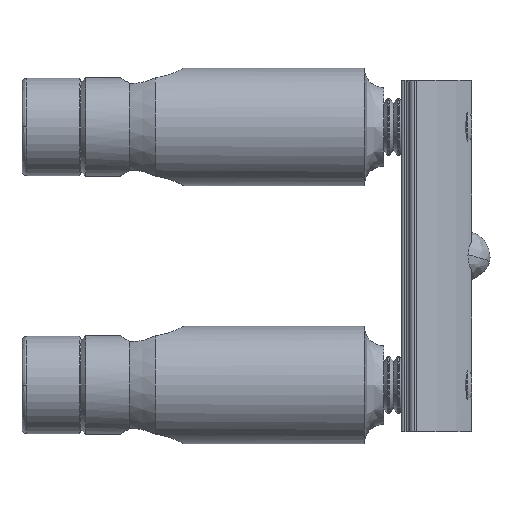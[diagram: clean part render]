
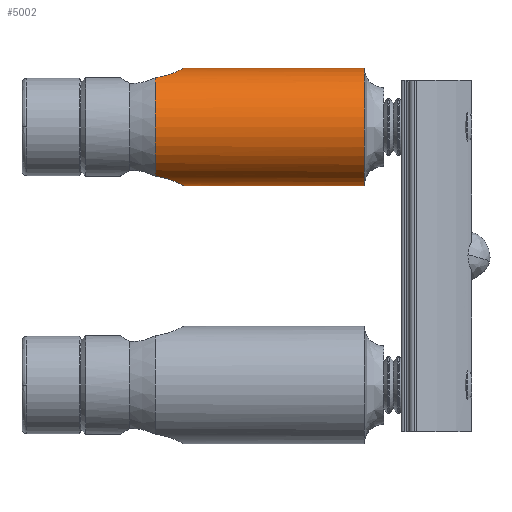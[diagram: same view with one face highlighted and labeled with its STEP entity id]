
A CAD part, left-side view. The second image highlights one B-rep face of the part: STEP entity #5002.
In plain terms, the highlighted cylindrical face has radius 6 mm (diameter 12 mm), a partial arc.
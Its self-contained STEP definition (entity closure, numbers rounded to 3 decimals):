
#180 = CARTESIAN_POINT ( 'NONE',  ( -2.319, 23.265, 36.736 ) ) ;
#374 = CARTESIAN_POINT ( 'NONE',  ( -3.23, 25.19, 26.144 ) ) ;
#655 = AXIS2_PLACEMENT_3D ( 'NONE', #20553, #14327, #12985 ) ;
#885 = CIRCLE ( 'NONE', #11777, 6. ) ;
#1732 = ORIENTED_EDGE ( 'NONE', *, *, #7972, .T. ) ;
#1879 = VECTOR ( 'NONE', #4690, 1000. ) ;
#1898 = CARTESIAN_POINT ( 'NONE',  ( -2.689, 23.715, 36.565 ) ) ;
#1936 = VECTOR ( 'NONE', #15962, 1000. ) ;
#2337 = ORIENTED_EDGE ( 'NONE', *, *, #9989, .T. ) ;
#3024 = VERTEX_POINT ( 'NONE', #20794 ) ;
#3051 = CARTESIAN_POINT ( 'NONE',  ( 0., 3.8, 25.2 ) ) ;
#3310 = CARTESIAN_POINT ( 'NONE',  ( 0., 22.3, 37.2 ) ) ;
#3587 = CARTESIAN_POINT ( 'NONE',  ( -2.974, 24.225, 36.412 ) ) ;
#4391 = CARTESIAN_POINT ( 'NONE',  ( 0., 25.19, 31.2 ) ) ;
#4669 = EDGE_CURVE ( 'NONE', #8986, #16522, #15694, .T. ) ;
#4690 = DIRECTION ( 'NONE',  ( 0., -1., 0. ) ) ;
#4943 = CARTESIAN_POINT ( 'NONE',  ( 0., 1.8, 25.2 ) ) ;
#5002 = ADVANCED_FACE ( 'NONE', ( #19976 ), #13363, .T. ) ;
#5035 = EDGE_CURVE ( 'NONE', #10926, #3024, #14816, .T. ) ;
#5143 = DIRECTION ( 'NONE',  ( 0., 0., -1. ) ) ;
#5189 = CARTESIAN_POINT ( 'NONE',  ( -0.404, 22.319, 37.19 ) ) ;
#5264 = CARTESIAN_POINT ( 'NONE',  ( -3.166, 24.789, 36.297 ) ) ;
#6064 = DIRECTION ( 'NONE',  ( 0., 0., -1. ) ) ;
#6369 = LINE ( 'NONE', #14295, #1936 ) ;
#6732 = ORIENTED_EDGE ( 'NONE', *, *, #18313, .T. ) ;
#6870 = CARTESIAN_POINT ( 'NONE',  ( -0.993, 22.449, 37.12 ) ) ;
#6933 = CARTESIAN_POINT ( 'NONE',  ( -3.23, 25.19, 36.256 ) ) ;
#7388 = CARTESIAN_POINT ( 'NONE',  ( 0., 1.8, 31.2 ) ) ;
#7429 = CARTESIAN_POINT ( 'NONE',  ( -0.409, 22.32, 25.211 ) ) ;
#7439 = CARTESIAN_POINT ( 'NONE',  ( -3.23, 25.19, 36.256 ) ) ;
#7509 = CARTESIAN_POINT ( 'NONE',  ( -0.204, 22.3, 25.2 ) ) ;
#7664 = CARTESIAN_POINT ( 'NONE',  ( 0., 22.3, 25.2 ) ) ;
#7972 = EDGE_CURVE ( 'NONE', #3024, #8986, #10281, .T. ) ;
#8554 = CARTESIAN_POINT ( 'NONE',  ( -1.539, 22.681, 37.002 ) ) ;
#8986 = VERTEX_POINT ( 'NONE', #3051 ) ;
#9056 = CARTESIAN_POINT ( 'NONE',  ( -0.804, 22.395, 25.251 ) ) ;
#9202 = CARTESIAN_POINT ( 'NONE',  ( -0.995, 22.45, 25.28 ) ) ;
#9989 = EDGE_CURVE ( 'NONE', #15288, #10926, #885, .T. ) ;
#10262 = CARTESIAN_POINT ( 'NONE',  ( -2.031, 23.005, 36.848 ) ) ;
#10281 = LINE ( 'NONE', #4943, #1879 ) ;
#10612 = CARTESIAN_POINT ( 'NONE',  ( -1.363, 22.593, 25.354 ) ) ;
#10685 = CARTESIAN_POINT ( 'NONE',  ( -1.542, 22.683, 25.399 ) ) ;
#10761 = CARTESIAN_POINT ( 'NONE',  ( -1.876, 22.889, 25.498 ) ) ;
#10832 = CARTESIAN_POINT ( 'NONE',  ( -2.031, 23.005, 25.552 ) ) ;
#10926 = VERTEX_POINT ( 'NONE', #374 ) ;
#11651 = DIRECTION ( 'NONE',  ( 0., -1., 0. ) ) ;
#11777 = AXIS2_PLACEMENT_3D ( 'NONE', #4391, #16180, #6064 ) ;
#11910 = CARTESIAN_POINT ( 'NONE',  ( -0.204, 22.3, 37.2 ) ) ;
#11995 = CARTESIAN_POINT ( 'NONE',  ( -2.45, 23.406, 36.678 ) ) ;
#12317 = ORIENTED_EDGE ( 'NONE', *, *, #4669, .T. ) ;
#12503 = CARTESIAN_POINT ( 'NONE',  ( -2.452, 23.408, 25.722 ) ) ;
#12573 = B_SPLINE_CURVE_WITH_KNOTS ( 'NONE', 3,
 ( #13567, #11910, #5189, #17022, #6870, #18726, #8554, #20429, #10262, #180, #11995, #1898, #13720, #3587, #15392, #5264, #17100, #6933 ),
 .UNSPECIFIED., .F., .F.,
 ( 4, 2, 2, 2, 2, 2, 2, 2, 4 ),
 ( 0.005, 0.005, 0.006, 0.007, 0.007, 0.008, 0.008, 0.009, 0.01 ),
 .UNSPECIFIED. ) ;
#12578 = CARTESIAN_POINT ( 'NONE',  ( -2.69, 23.716, 25.835 ) ) ;
#12735 = CARTESIAN_POINT ( 'NONE',  ( -2.794, 23.879, 25.889 ) ) ;
#12985 = DIRECTION ( 'NONE',  ( 0., 0., -1. ) ) ;
#13300 = VERTEX_POINT ( 'NONE', #3310 ) ;
#13363 = CYLINDRICAL_SURFACE ( 'NONE', #14555, 6. ) ;
#13567 = CARTESIAN_POINT ( 'NONE',  ( 0., 22.3, 37.2 ) ) ;
#13720 = CARTESIAN_POINT ( 'NONE',  ( -2.795, 23.879, 36.51 ) ) ;
#13821 = EDGE_CURVE ( 'NONE', #13300, #16522, #6369, .T. ) ;
#14143 = CARTESIAN_POINT ( 'NONE',  ( -2.975, 24.228, 25.989 ) ) ;
#14294 = CARTESIAN_POINT ( 'NONE',  ( -3.051, 24.413, 26.033 ) ) ;
#14295 = CARTESIAN_POINT ( 'NONE',  ( 0., 1.8, 37.2 ) ) ;
#14327 = DIRECTION ( 'NONE',  ( 0., 1., 0. ) ) ;
#14369 = CARTESIAN_POINT ( 'NONE',  ( -3.167, 24.792, 26.103 ) ) ;
#14555 = AXIS2_PLACEMENT_3D ( 'NONE', #7388, #11651, #5143 ) ;
#14816 = B_SPLINE_CURVE_WITH_KNOTS ( 'NONE', 3,
 ( #17737, #19381, #14369, #14294, #14143, #12735, #12578, #12503, #17450, #10832, #10761, #10685, #10612, #9202, #9056, #7429, #7509, #7664 ),
 .UNSPECIFIED., .F., .F.,
 ( 4, 2, 2, 2, 2, 2, 2, 2, 4 ),
 ( -0.005, -0.004, -0.004, -0.003, -0.002, -0.002, -0.001, -0.001, 0. ),
 .UNSPECIFIED. ) ;
#15288 = VERTEX_POINT ( 'NONE', #7439 ) ;
#15392 = CARTESIAN_POINT ( 'NONE',  ( -3.049, 24.406, 36.368 ) ) ;
#15694 = CIRCLE ( 'NONE', #655, 6. ) ;
#15962 = DIRECTION ( 'NONE',  ( 0., -1., 0. ) ) ;
#16180 = DIRECTION ( 'NONE',  ( 0., -1., 0. ) ) ;
#16522 = VERTEX_POINT ( 'NONE', #21849 ) ;
#17022 = CARTESIAN_POINT ( 'NONE',  ( -0.798, 22.393, 37.15 ) ) ;
#17100 = CARTESIAN_POINT ( 'NONE',  ( -3.207, 24.987, 36.271 ) ) ;
#17450 = CARTESIAN_POINT ( 'NONE',  ( -2.319, 23.264, 25.664 ) ) ;
#17737 = CARTESIAN_POINT ( 'NONE',  ( -3.23, 25.19, 26.144 ) ) ;
#18313 = EDGE_CURVE ( 'NONE', #13300, #15288, #12573, .T. ) ;
#18726 = CARTESIAN_POINT ( 'NONE',  ( -1.364, 22.593, 37.046 ) ) ;
#18860 = EDGE_LOOP ( 'NONE', ( #20045, #6732, #2337, #19187, #1732, #12317 ) ) ;
#19187 = ORIENTED_EDGE ( 'NONE', *, *, #5035, .T. ) ;
#19381 = CARTESIAN_POINT ( 'NONE',  ( -3.207, 24.987, 26.129 ) ) ;
#19976 = FACE_OUTER_BOUND ( 'NONE', #18860, .T. ) ;
#20045 = ORIENTED_EDGE ( 'NONE', *, *, #13821, .F. ) ;
#20429 = CARTESIAN_POINT ( 'NONE',  ( -1.873, 22.887, 36.903 ) ) ;
#20553 = CARTESIAN_POINT ( 'NONE',  ( 0., 3.8, 31.2 ) ) ;
#20794 = CARTESIAN_POINT ( 'NONE',  ( 0., 22.3, 25.2 ) ) ;
#21849 = CARTESIAN_POINT ( 'NONE',  ( 0., 3.8, 37.2 ) ) ;
